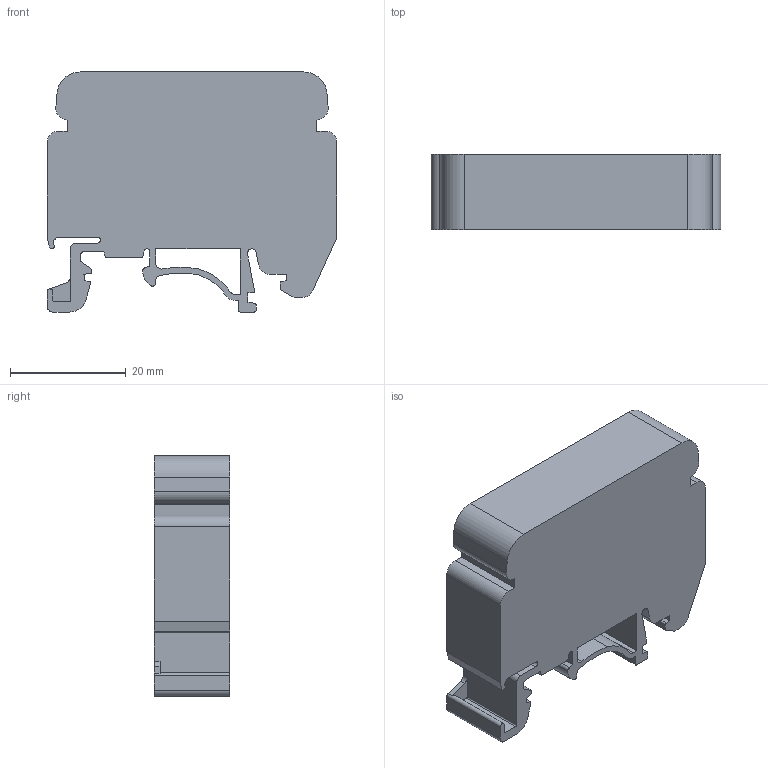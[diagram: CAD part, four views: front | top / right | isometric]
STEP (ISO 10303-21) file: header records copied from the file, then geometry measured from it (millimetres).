
FILE_DESCRIPTION(/* description */ ('Unknown'),/* implementation_level */ '2;1');
FILE_NAME(/* name */ '6KATM4EH',/* time_stamp */ '2016-10-10T09:52:38+05:00',/* author */ ('Unknown'),/* organization */ ('Unknown'),/* preprocessor_version */ 'ST-DEVELOPER v16',/* originating_system */ 'DEX',/* authorisation */ $);
FILE_SCHEMA (('AUTOMOTIVE_DESIGN {1 0 10303 214 3 1 1}'));
Length unit declared in the file: millimetre
Products named in the file (1): 6KATM4EH
Bounding box: 50 x 13 x 41.4 mm (x, y, z)
Volume: 20883.7 mm3; surface area: 7405 mm2
Topology: 1 solids, 3 shells, 104 faces, 295 edges, 198 vertices
Faces by surface type: plane 63, cylinder 41
Full cylindrical faces by diameter (mm): 2 x1, 4.5 x2
Entity records: 3382 total; most frequent: CARTESIAN_POINT 589, DIRECTION 582, ORIENTED_EDGE 578, EDGE_CURVE 289, LINE 206, VECTOR 206, VERTEX_POINT 195, AXIS2_PLACEMENT_3D 188
